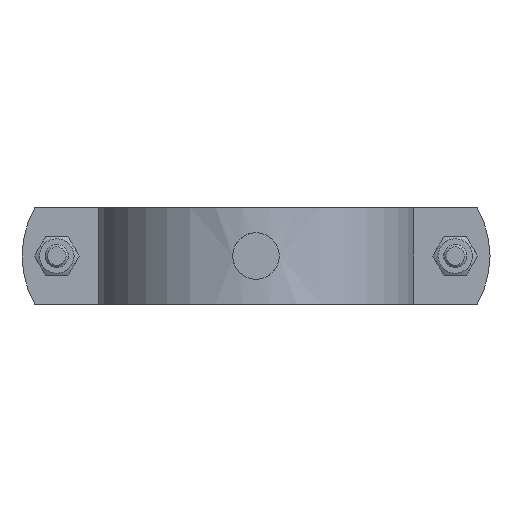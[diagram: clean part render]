
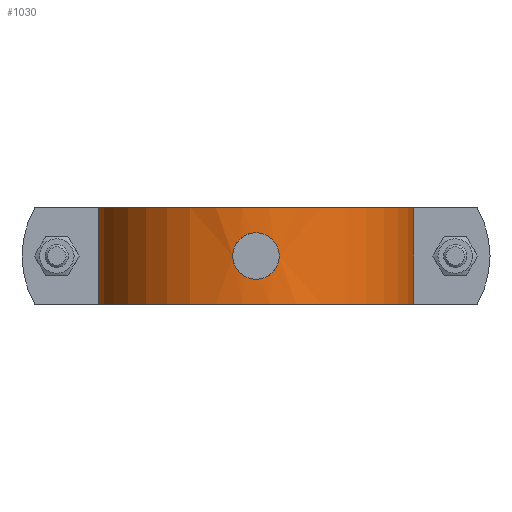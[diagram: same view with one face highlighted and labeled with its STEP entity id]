
A CAD part, front view. The second image highlights one B-rep face of the part: STEP entity #1030.
In plain terms, the highlighted cylindrical face has radius 41.05 mm (diameter 82.1 mm), a partial arc.
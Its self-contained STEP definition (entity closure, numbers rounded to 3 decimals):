
#588=CARTESIAN_POINT('',(6.0,40.609,0.0));
#589=VERTEX_POINT('',#588);
#590=CARTESIAN_POINT('',(6.0,40.609,0.0));
#591=CARTESIAN_POINT('',(6.0,40.609,0.636));
#592=CARTESIAN_POINT('',(5.895,40.625,1.307));
#593=CARTESIAN_POINT('',(5.676,40.656,1.944));
#594=CARTESIAN_POINT('',(5.455,40.687,2.591));
#595=CARTESIAN_POINT('',(5.117,40.732,3.203));
#596=CARTESIAN_POINT('',(4.704,40.78,3.725));
#597=CARTESIAN_POINT('',(4.542,40.798,3.93));
#598=CARTESIAN_POINT('',(4.37,40.817,4.119));
#599=CARTESIAN_POINT('',(4.188,40.836,4.297));
#600=CARTESIAN_POINT('',(3.715,40.884,4.757));
#601=CARTESIAN_POINT('',(3.137,40.935,5.162));
#602=CARTESIAN_POINT('',(2.502,40.974,5.453));
#603=CARTESIAN_POINT('',(1.889,41.011,5.735));
#604=CARTESIAN_POINT('',(1.223,41.037,5.91));
#605=CARTESIAN_POINT('',(0.571,41.046,5.973));
#606=CARTESIAN_POINT('',(0.202,41.051,6.008));
#607=CARTESIAN_POINT('',(-0.155,41.051,6.009));
#608=CARTESIAN_POINT('',(-0.524,41.047,5.977));
#609=CARTESIAN_POINT('',(-1.181,41.038,5.92));
#610=CARTESIAN_POINT('',(-1.854,41.013,5.747));
#611=CARTESIAN_POINT('',(-2.474,40.975,5.466));
#612=CARTESIAN_POINT('',(-3.084,40.939,5.19));
#613=CARTESIAN_POINT('',(-3.643,40.891,4.809));
#614=CARTESIAN_POINT('',(-4.107,40.844,4.374));
#615=CARTESIAN_POINT('',(-4.284,40.826,4.208));
#616=CARTESIAN_POINT('',(-4.449,40.809,4.033));
#617=CARTESIAN_POINT('',(-4.607,40.791,3.844));
#618=CARTESIAN_POINT('',(-5.031,40.743,3.336));
#619=CARTESIAN_POINT('',(-5.384,40.696,2.734));
#620=CARTESIAN_POINT('',(-5.623,40.663,2.093));
#621=CARTESIAN_POINT('',(-5.807,40.638,1.599));
#622=CARTESIAN_POINT('',(-5.924,40.62,1.082));
#623=CARTESIAN_POINT('',(-5.973,40.613,0.573));
#624=CARTESIAN_POINT('',(-6.008,40.608,0.204));
#625=CARTESIAN_POINT('',(-6.009,40.608,-0.154));
#626=CARTESIAN_POINT('',(-5.977,40.612,-0.522));
#627=CARTESIAN_POINT('',(-5.92,40.621,-1.176));
#628=CARTESIAN_POINT('',(-5.749,40.646,-1.847));
#629=CARTESIAN_POINT('',(-5.47,40.684,-2.465));
#630=CARTESIAN_POINT('',(-5.295,40.708,-2.855));
#631=CARTESIAN_POINT('',(-5.077,40.736,-3.225));
#632=CARTESIAN_POINT('',(-4.828,40.765,-3.562));
#633=CARTESIAN_POINT('',(-4.655,40.786,-3.796));
#634=CARTESIAN_POINT('',(-4.468,40.807,-4.015));
#635=CARTESIAN_POINT('',(-4.271,40.827,-4.214));
#636=CARTESIAN_POINT('',(-4.091,40.846,-4.397));
#637=CARTESIAN_POINT('',(-3.896,40.865,-4.571));
#638=CARTESIAN_POINT('',(-3.687,40.884,-4.734));
#639=CARTESIAN_POINT('',(-3.163,40.931,-5.142));
#640=CARTESIAN_POINT('',(-2.551,40.976,-5.473));
#641=CARTESIAN_POINT('',(-1.905,41.006,-5.69));
#642=CARTESIAN_POINT('',(-1.322,41.033,-5.885));
#643=CARTESIAN_POINT('',(-0.712,41.048,-5.986));
#644=CARTESIAN_POINT('',(-0.128,41.05,-5.999));
#645=CARTESIAN_POINT('',(0.1,41.051,-6.003));
#646=CARTESIAN_POINT('',(0.326,41.049,-5.996));
#647=CARTESIAN_POINT('',(0.558,41.046,-5.974));
#648=CARTESIAN_POINT('',(1.212,41.037,-5.913));
#649=CARTESIAN_POINT('',(1.881,41.012,-5.738));
#650=CARTESIAN_POINT('',(2.497,40.974,-5.456));
#651=CARTESIAN_POINT('',(2.888,40.95,-5.277));
#652=CARTESIAN_POINT('',(3.259,40.922,-5.056));
#653=CARTESIAN_POINT('',(3.595,40.892,-4.804));
#654=CARTESIAN_POINT('',(3.808,40.874,-4.644));
#655=CARTESIAN_POINT('',(4.007,40.854,-4.473));
#656=CARTESIAN_POINT('',(4.191,40.836,-4.294));
#657=CARTESIAN_POINT('',(4.375,40.817,-4.114));
#658=CARTESIAN_POINT('',(4.55,40.797,-3.921));
#659=CARTESIAN_POINT('',(4.714,40.778,-3.712));
#660=CARTESIAN_POINT('',(5.124,40.731,-3.191));
#661=CARTESIAN_POINT('',(5.459,40.686,-2.581));
#662=CARTESIAN_POINT('',(5.679,40.655,-1.937));
#663=CARTESIAN_POINT('',(5.895,40.625,-1.302));
#664=CARTESIAN_POINT('',(6.,40.609,-0.633));
#665=CARTESIAN_POINT('',(6.,40.609,0.));
#666=B_SPLINE_CURVE_WITH_KNOTS('',3,(#590,#591,#592,#593,#594,#595,#596,#597,#598,#599,#600,#601,#602,#603,#604,#605,#606,#607,#608,#609,#610,#611,#612,#613,#614,#615,#616,#617,#618,#619,#620,#621,#622,#623,#624,#625,#626,#627,#628,#629,#630,#631,#632,#633,#634,#635,#636,#637,#638,#639,#640,#641,#642,#643,#644,#645,#646,#647,#648,#649,#650,#651,#652,#653,#654,#655,#656,#657,#658,#659,#660,#661,#662,#663,#664,#665),.UNSPECIFIED.,.T.,.U.,(4,3,3,3,3,3,3,3,3,3,3,3,3,3,3,3,3,3,3,3,3,3,3,3,3,4),(0.0,0.191,0.384,0.46,0.658,0.849,0.957,1.15,1.339,1.412,1.605,1.754,1.862,2.054,2.176,2.26,2.337,2.53,2.704,2.771,2.963,3.085,3.162,3.239,3.432,3.622),.UNSPECIFIED.);
#667=EDGE_CURVE('',#589,#589,#666,.T.);
#848=CARTESIAN_POINT('',(40.744,5.,12.5));
#849=VERTEX_POINT('',#848);
#856=CARTESIAN_POINT('',(-40.744,5.,12.5));
#857=VERTEX_POINT('',#856);
#858=CARTESIAN_POINT('',(0.0,0.0,12.5));
#859=DIRECTION('',(0.0,0.0,-1.0));
#860=DIRECTION('',(-0.993,-0.122,0.0));
#861=AXIS2_PLACEMENT_3D('',#858,#859,#860);
#862=CIRCLE('',#861,41.05);
#863=EDGE_CURVE('',#857,#849,#862,.T.);
#903=CARTESIAN_POINT('',(40.744,5.,-12.5));
#904=VERTEX_POINT('',#903);
#911=CARTESIAN_POINT('',(40.744,5.,12.5));
#912=DIRECTION('',(0.0,0.0,-1.0));
#913=VECTOR('',#912,25.0);
#914=LINE('',#911,#913);
#915=EDGE_CURVE('',#849,#904,#914,.T.);
#992=CARTESIAN_POINT('',(-40.744,5.,-12.5));
#993=VERTEX_POINT('',#992);
#1000=CARTESIAN_POINT('',(0.0,0.0,-12.5));
#1001=DIRECTION('',(0.0,0.0,1.0));
#1002=DIRECTION('',(-0.993,-0.122,0.0));
#1003=AXIS2_PLACEMENT_3D('',#1000,#1001,#1002);
#1004=CIRCLE('',#1003,41.05);
#1005=EDGE_CURVE('',#904,#993,#1004,.T.);
#1011=CARTESIAN_POINT('',(0.0,0.0,0.0));
#1012=DIRECTION('',(0.0,0.0,1.0));
#1013=DIRECTION('',(-0.993,-0.122,0.0));
#1014=AXIS2_PLACEMENT_3D('',#1011,#1012,#1013);
#1015=CYLINDRICAL_SURFACE('',#1014,41.05);
#1016=ORIENTED_EDGE('',*,*,#863,.T.);
#1017=ORIENTED_EDGE('',*,*,#915,.T.);
#1018=ORIENTED_EDGE('',*,*,#1005,.T.);
#1019=CARTESIAN_POINT('',(-40.744,5.,12.5));
#1020=DIRECTION('',(0.0,0.0,-1.0));
#1021=VECTOR('',#1020,25.0);
#1022=LINE('',#1019,#1021);
#1023=EDGE_CURVE('',#857,#993,#1022,.T.);
#1024=ORIENTED_EDGE('',*,*,#1023,.F.);
#1025=EDGE_LOOP('',(#1016,#1017,#1018,#1024));
#1026=FACE_OUTER_BOUND('',#1025,.T.);
#1027=ORIENTED_EDGE('',*,*,#667,.T.);
#1028=EDGE_LOOP('',(#1027));
#1029=FACE_BOUND('',#1028,.T.);
#1030=ADVANCED_FACE('',(#1026,#1029),#1015,.T.);
